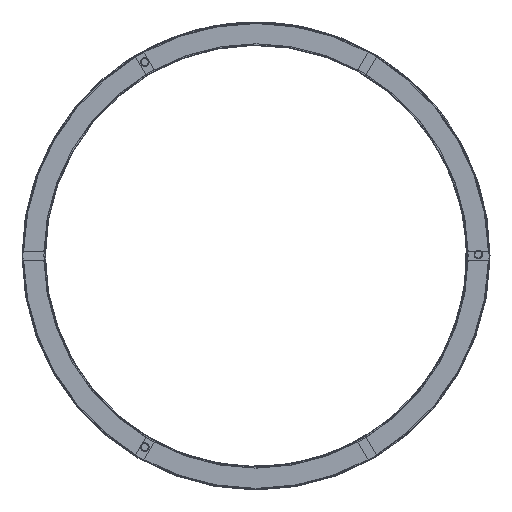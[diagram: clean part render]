
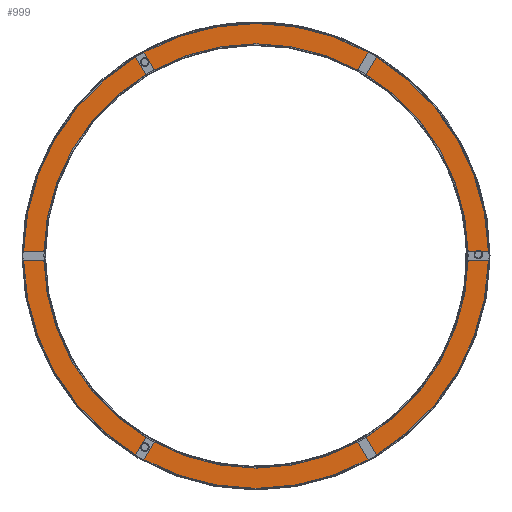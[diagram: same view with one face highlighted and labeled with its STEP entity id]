
A CAD part, top view. The second image highlights one B-rep face of the part: STEP entity #999.
In plain terms, the highlighted face is planar.
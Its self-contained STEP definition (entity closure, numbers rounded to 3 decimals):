
#222=FACE_BOUND('',#375,.T.);
#249=PLANE('',#1197);
#303=FACE_OUTER_BOUND('',#374,.T.);
#374=EDGE_LOOP('',(#903));
#375=EDGE_LOOP('',(#904));
#444=CIRCLE('',#1192,272.);
#447=CIRCLE('',#1196,299.);
#536=VERTEX_POINT('',#1814);
#539=VERTEX_POINT('',#1822);
#659=EDGE_CURVE('',#536,#536,#444,.T.);
#664=EDGE_CURVE('',#539,#539,#447,.T.);
#903=ORIENTED_EDGE('',*,*,#664,.T.);
#904=ORIENTED_EDGE('',*,*,#659,.T.);
#999=ADVANCED_FACE('',(#303,#222),#249,.F.);
#1192=AXIS2_PLACEMENT_3D('',#1815,#1491,#1492);
#1196=AXIS2_PLACEMENT_3D('',#1824,#1501,#1502);
#1197=AXIS2_PLACEMENT_3D('',#1825,#1503,#1504);
#1491=DIRECTION('center_axis',(0.,0.,1.));
#1492=DIRECTION('ref_axis',(-1.,0.,0.));
#1501=DIRECTION('center_axis',(0.,0.,-1.));
#1502=DIRECTION('ref_axis',(-1.,0.,0.));
#1503=DIRECTION('center_axis',(0.,0.,1.));
#1504=DIRECTION('ref_axis',(1.,0.,0.));
#1814=CARTESIAN_POINT('',(272.,0.,2.));
#1815=CARTESIAN_POINT('Origin',(0.,0.,2.));
#1822=CARTESIAN_POINT('',(299.,0.,2.));
#1824=CARTESIAN_POINT('Origin',(0.,0.,2.));
#1825=CARTESIAN_POINT('Origin',(0.,0.,2.));
